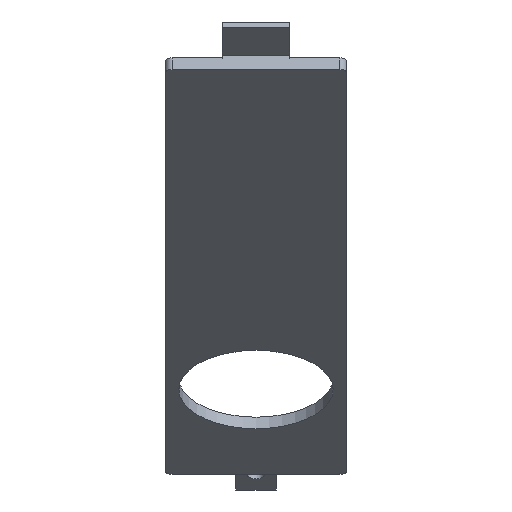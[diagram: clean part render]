
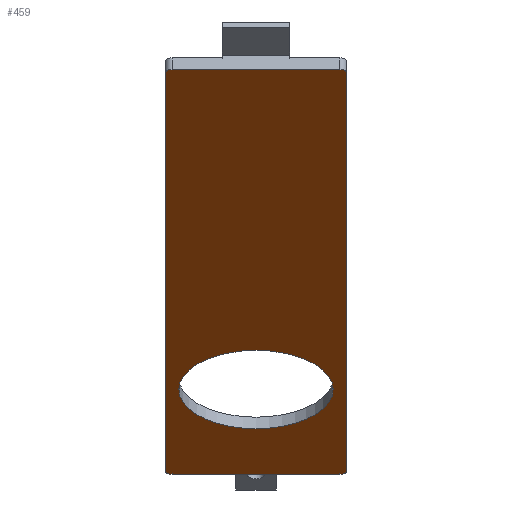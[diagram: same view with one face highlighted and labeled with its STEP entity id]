
A CAD part, front view. The second image highlights one B-rep face of the part: STEP entity #459.
In plain terms, the highlighted planar face has unit normal (0, -0.507, -0.862).
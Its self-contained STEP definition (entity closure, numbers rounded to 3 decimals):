
#15=FACE_BOUND('',#64,.T.);
#20=PLANE('',#499);
#39=FACE_OUTER_BOUND('',#63,.T.);
#63=EDGE_LOOP('',(#331,#332,#333,#334,#335,#336,#337,#338));
#64=EDGE_LOOP('',(#339));
#91=LINE('',#671,#145);
#98=LINE('',#685,#152);
#99=LINE('',#689,#153);
#100=LINE('',#693,#154);
#145=VECTOR('',#543,10.);
#152=VECTOR('',#552,10.);
#153=VECTOR('',#555,10.);
#154=VECTOR('',#558,10.);
#198=CIRCLE('',#497,1.);
#199=CIRCLE('',#500,1.);
#200=CIRCLE('',#501,1.);
#201=CIRCLE('',#502,1.);
#202=CIRCLE('',#503,11.5);
#211=VERTEX_POINT('',#664);
#212=VERTEX_POINT('',#666);
#213=VERTEX_POINT('',#670);
#219=VERTEX_POINT('',#684);
#220=VERTEX_POINT('',#686);
#221=VERTEX_POINT('',#688);
#222=VERTEX_POINT('',#690);
#223=VERTEX_POINT('',#692);
#224=VERTEX_POINT('',#695);
#255=EDGE_CURVE('',#211,#212,#198,.T.);
#257=EDGE_CURVE('',#213,#212,#91,.T.);
#264=EDGE_CURVE('',#211,#219,#98,.T.);
#265=EDGE_CURVE('',#220,#219,#199,.T.);
#266=EDGE_CURVE('',#220,#221,#99,.T.);
#267=EDGE_CURVE('',#222,#221,#200,.T.);
#268=EDGE_CURVE('',#222,#223,#100,.T.);
#269=EDGE_CURVE('',#213,#223,#201,.T.);
#270=EDGE_CURVE('',#224,#224,#202,.T.);
#331=ORIENTED_EDGE('',*,*,#255,.F.);
#332=ORIENTED_EDGE('',*,*,#264,.T.);
#333=ORIENTED_EDGE('',*,*,#265,.F.);
#334=ORIENTED_EDGE('',*,*,#266,.T.);
#335=ORIENTED_EDGE('',*,*,#267,.F.);
#336=ORIENTED_EDGE('',*,*,#268,.T.);
#337=ORIENTED_EDGE('',*,*,#269,.F.);
#338=ORIENTED_EDGE('',*,*,#257,.T.);
#339=ORIENTED_EDGE('',*,*,#270,.T.);
#459=ADVANCED_FACE('',(#39,#15),#20,.T.);
#497=AXIS2_PLACEMENT_3D('',#667,#538,#539);
#499=AXIS2_PLACEMENT_3D('',#683,#550,#551);
#500=AXIS2_PLACEMENT_3D('',#687,#553,#554);
#501=AXIS2_PLACEMENT_3D('',#691,#556,#557);
#502=AXIS2_PLACEMENT_3D('',#694,#559,#560);
#503=AXIS2_PLACEMENT_3D('',#696,#561,#562);
#538=DIRECTION('center_axis',(0.,0.507,0.862));
#539=DIRECTION('ref_axis',(-0.707,-0.609,0.359));
#543=DIRECTION('',(-1.,0.,0.));
#550=DIRECTION('center_axis',(0.,-0.507,-0.862));
#551=DIRECTION('ref_axis',(-1.,0.,0.));
#552=DIRECTION('',(0.,0.862,-0.507));
#553=DIRECTION('center_axis',(0.,0.507,0.862));
#554=DIRECTION('ref_axis',(-0.707,0.609,-0.359));
#555=DIRECTION('',(1.,0.,0.));
#556=DIRECTION('center_axis',(0.,0.507,0.862));
#557=DIRECTION('ref_axis',(0.707,0.609,-0.359));
#558=DIRECTION('',(0.,-0.862,0.507));
#559=DIRECTION('center_axis',(0.,0.507,0.862));
#560=DIRECTION('ref_axis',(0.707,-0.609,0.359));
#561=DIRECTION('center_axis',(0.,0.507,0.862));
#562=DIRECTION('ref_axis',(1.,0.,0.));
#664=CARTESIAN_POINT('',(-13.5,-223.972,64.138));
#666=CARTESIAN_POINT('',(-12.5,-224.834,64.645));
#667=CARTESIAN_POINT('Origin',(-12.5,-223.972,64.138));
#670=CARTESIAN_POINT('',(12.5,-224.834,64.645));
#671=CARTESIAN_POINT('',(-0.25,-224.834,64.645));
#683=CARTESIAN_POINT('Origin',(13.5,-230.694,68.095));
#684=CARTESIAN_POINT('',(-13.5,-123.232,4.833));
#685=CARTESIAN_POINT('',(-13.5,-230.694,68.095));
#686=CARTESIAN_POINT('',(-12.5,-122.371,4.325));
#687=CARTESIAN_POINT('Origin',(-12.5,-123.232,4.833));
#688=CARTESIAN_POINT('',(12.5,-122.371,4.325));
#689=CARTESIAN_POINT('',(-0.25,-122.371,4.325));
#690=CARTESIAN_POINT('',(13.5,-123.232,4.833));
#691=CARTESIAN_POINT('Origin',(12.5,-123.232,4.833));
#692=CARTESIAN_POINT('',(13.5,-223.972,64.138));
#693=CARTESIAN_POINT('',(13.5,-230.694,68.095));
#694=CARTESIAN_POINT('Origin',(12.5,-223.972,64.138));
#695=CARTESIAN_POINT('',(-11.5,-143.829,16.958));
#696=CARTESIAN_POINT('Origin',(0.,-143.829,16.958));
